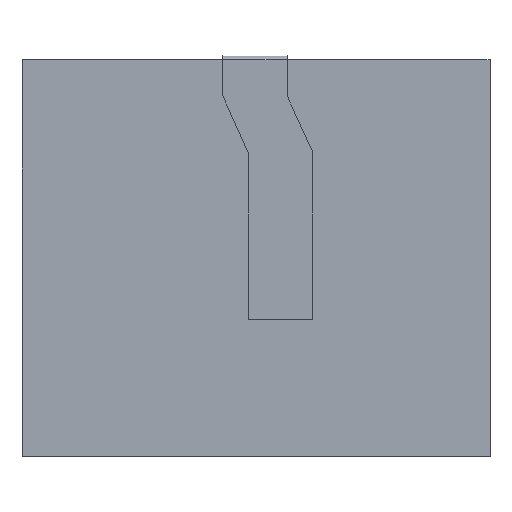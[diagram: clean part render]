
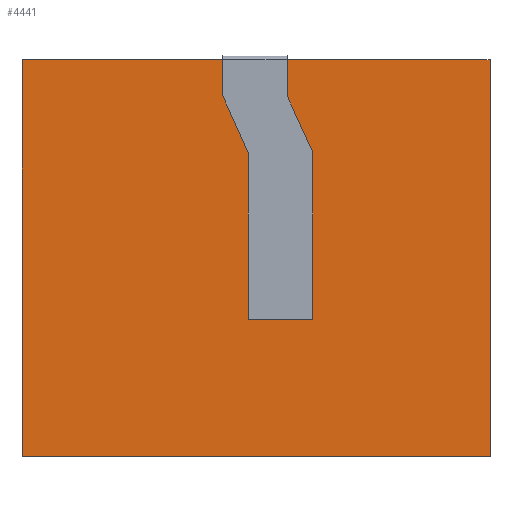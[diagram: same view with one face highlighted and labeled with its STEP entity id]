
A CAD part, front view. The second image highlights one B-rep face of the part: STEP entity #4441.
In plain terms, the highlighted planar face has unit normal (0, -1, 0).
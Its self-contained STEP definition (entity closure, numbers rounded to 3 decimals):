
#387=FACE_OUTER_BOUND('',#672,.T.);
#672=EDGE_LOOP('',(#3551,#3552,#3553,#3554));
#1139=LINE('',#6735,#1655);
#1140=LINE('',#6737,#1656);
#1141=LINE('',#6739,#1657);
#1142=LINE('',#6740,#1658);
#1655=VECTOR('',#5536,10.);
#1656=VECTOR('',#5537,1000.);
#1657=VECTOR('',#5538,10.);
#1658=VECTOR('',#5539,1000.);
#2073=VERTEX_POINT('',#6733);
#2074=VERTEX_POINT('',#6734);
#2075=VERTEX_POINT('',#6736);
#2076=VERTEX_POINT('',#6738);
#2596=EDGE_CURVE('',#2073,#2074,#1139,.T.);
#2597=EDGE_CURVE('',#2073,#2075,#1140,.T.);
#2598=EDGE_CURVE('',#2075,#2076,#1141,.T.);
#2599=EDGE_CURVE('',#2074,#2076,#1142,.T.);
#3551=ORIENTED_EDGE('',*,*,#2596,.F.);
#3552=ORIENTED_EDGE('',*,*,#2597,.T.);
#3553=ORIENTED_EDGE('',*,*,#2598,.T.);
#3554=ORIENTED_EDGE('',*,*,#2599,.F.);
#4224=PLANE('',#4729);
#4441=ADVANCED_FACE('',(#387),#4224,.T.);
#4729=AXIS2_PLACEMENT_3D('',#6732,#5534,#5535);
#5534=DIRECTION('center_axis',(0.,-1.,0.));
#5535=DIRECTION('ref_axis',(0.,0.,1.));
#5536=DIRECTION('',(1.,0.,0.));
#5537=DIRECTION('',(0.,0.,-1.));
#5538=DIRECTION('',(1.,0.,0.));
#5539=DIRECTION('',(0.,0.,-1.));
#6732=CARTESIAN_POINT('Origin',(0.,0.,0.));
#6733=CARTESIAN_POINT('',(-45.5,0.,39.535));
#6734=CARTESIAN_POINT('',(45.5,0.,39.535));
#6735=CARTESIAN_POINT('',(8.5,0.,39.535));
#6736=CARTESIAN_POINT('',(-45.5,0.,-37.535));
#6737=CARTESIAN_POINT('',(-45.5,0.,39.535));
#6738=CARTESIAN_POINT('',(45.5,0.,-37.535));
#6739=CARTESIAN_POINT('',(8.5,0.,-37.535));
#6740=CARTESIAN_POINT('',(45.5,0.,39.535));
